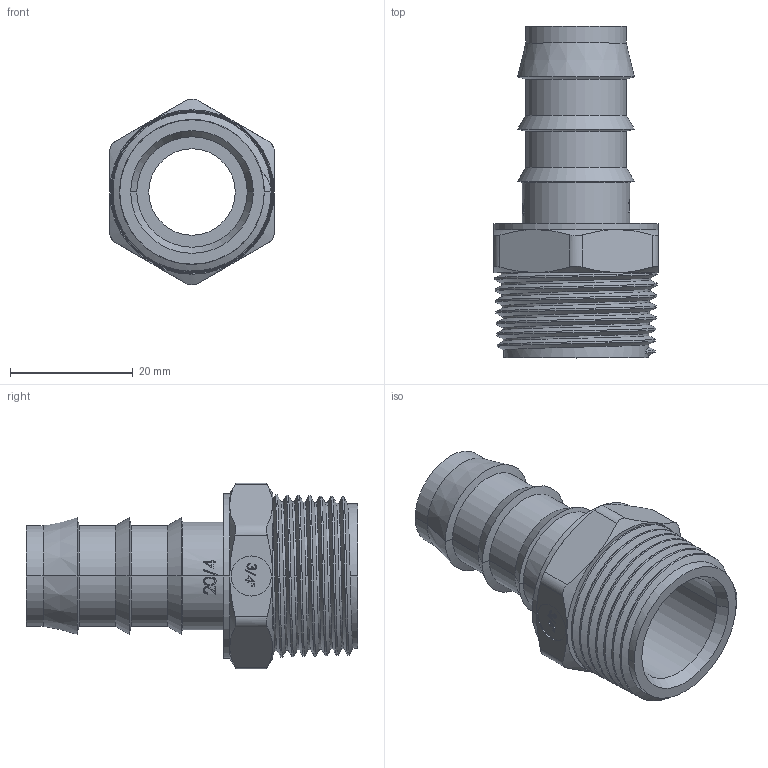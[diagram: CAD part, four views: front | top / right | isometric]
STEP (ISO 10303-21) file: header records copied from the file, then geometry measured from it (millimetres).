
FILE_DESCRIPTION (( 'STEP AP214' ), '1' );
FILE_NAME ('12456820122.STEP', '2023-05-29T05:26:52', ( '' ), ( '' ), 'SwSTEP 2.0', 'SolidWorks 2021', '' );
FILE_SCHEMA (( 'AUTOMOTIVE_DESIGN' ));
Length unit declared in the file: millimetre
Products named in the file (1): 12456820122
Bounding box: 26.8 x 54.1 x 30.33 mm (x, y, z)
Volume: 8635.8 mm3; surface area: 7864.6 mm2
Topology: 1 solids, 1 shells, 276 faces, 706 edges, 458 vertices
Faces by surface type: plane 137, bspline 59, cone 45, cylinder 35
Entity records: 18879 total; most frequent: CARTESIAN_POINT 12719, ORIENTED_EDGE 1412, DIRECTION 999, EDGE_CURVE 706, VERTEX_POINT 458, LINE 363, VECTOR 363, AXIS2_PLACEMENT_3D 318
